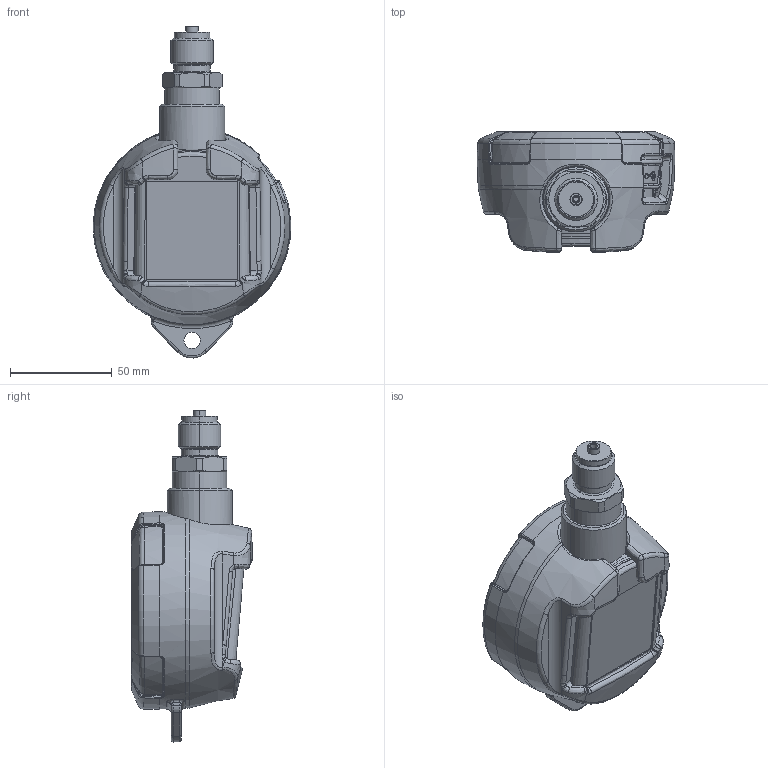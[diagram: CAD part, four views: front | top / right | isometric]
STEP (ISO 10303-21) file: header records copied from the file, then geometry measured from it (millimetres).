
FILE_DESCRIPTION((''),'2;1');
FILE_NAME('CPG1200_ASM','2023-03-24T15:35:58',('fbaltruschat'),(''),'CREO PARAMETRIC BY PTC INC, 2021424','CREO PARAMETRIC BY PTC INC, 2021424','');
FILE_SCHEMA(('AUTOMOTIVE_DESIGN { 1 0 10303 214 1 1 1 1 }'));
Products named in the file (10): 14566772; 14566773; 14566775; 14577628; 14566765; 14570650; AUT_G1_2; 14592818; 14577641; CPG1200_ASM
Assembly tree (11 placements, depth 2):
  CPG1200_ASM
    14566772
    14566773
    14566775
    14577628
    14566765
    14570650
    AUT_G1_2
    14592818  x3
    14577641
Bounding box: 97.36 x 59.58 x 163.46 mm (x, y, z)
Volume: 156284.6 mm3; surface area: 119918.1 mm2
Topology: 11 solids, 15 shells, 1615 faces, 3944 edges, 2410 vertices
Faces by surface type: plane 572, bspline 418, cylinder 305, cone 197, torus 114, sphere 8, extrusion 1
Entity records: 72789 total; most frequent: CARTESIAN_POINT 31933, ORIENTED_EDGE 7628, DIRECTION 6157, EDGE_CURVE 3814, VERTEX_POINT 2336, AXIS2_PLACEMENT_3D 2300, PRESENTATION_STYLE_ASSIGNMENT 2215, STYLED_ITEM 2215
